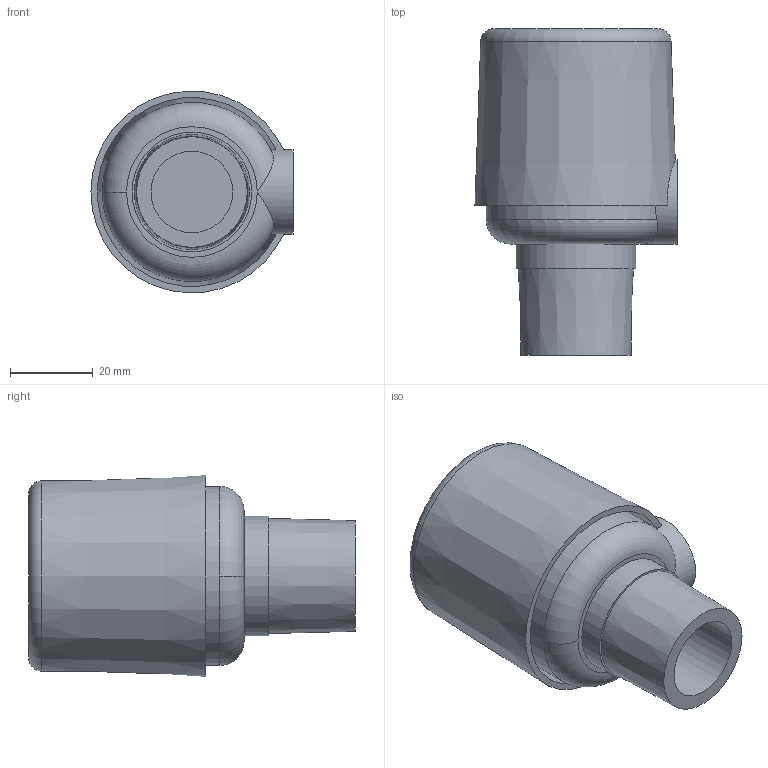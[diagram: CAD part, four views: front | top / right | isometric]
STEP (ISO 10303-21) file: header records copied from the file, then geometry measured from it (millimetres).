
FILE_DESCRIPTION(/* description */ ('This is default description.','CAx-IF Rec.Pracs.---Representation and Presentation of Product Manufacturing Information (PMI)---4.0---2014-10-13'),/* implementation_level */ '2;1');
FILE_NAME(/* name */ 'Victaulic-FP-Emitter Series 954 (Brass)_0.375.stp',/* time_stamp */ '2020-01-08T18:05:28+06:00',/* author */ ('Vjadhav'),/* organization */ ('Victaulic'),/* preprocessor_version */ 'ST-DEVELOPER v17',/* originating_system */ 'Autodesk Inventor 2019',/* authorisation */ '');
FILE_SCHEMA (('AP242_MANAGED_MODEL_BASED_3D_ENGINEERING_MIM_LF { 1 0 10303 442 1 1 4 }'));
Length unit declared in the file: inch
Products named in the file (2): 954 (Brass)-0.375; 954-0.375
Assembly tree (1 placements, depth 2):
  954 (Brass)-0.375
    954-0.375
Bounding box: 48.71 x 78.74 x 48.6 mm (x, y, z)
Volume: 57176.4 mm3; surface area: 25378.9 mm2
Topology: 1 solids, 1 shells, 33 faces, 80 edges, 58 vertices
Faces by surface type: plane 14, cylinder 9, torus 7, cone 3
Full cylindrical faces by diameter (mm): 3.556 x2, 13.716 x1, 19.685 x1, 20.32 x1, 23.495 x1, 28.829 x2
Entity records: 1219 total; most frequent: CARTESIAN_POINT 283, DIRECTION 199, ORIENTED_EDGE 160, AXIS2_PLACEMENT_3D 93, EDGE_CURVE 80, VERTEX_POINT 58, CIRCLE 57, EDGE_LOOP 42
